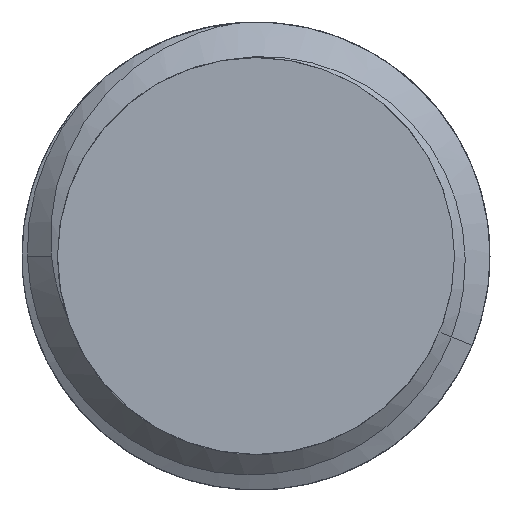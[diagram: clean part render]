
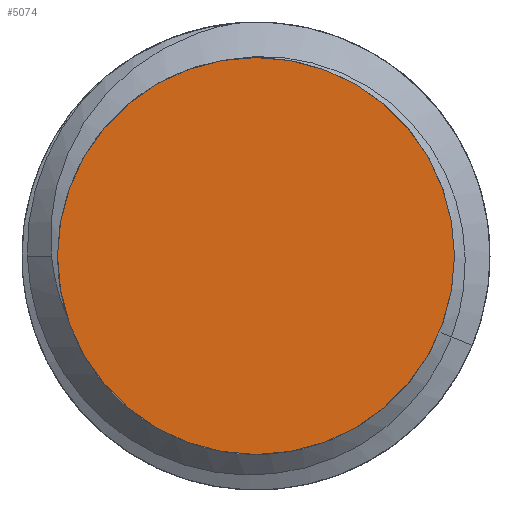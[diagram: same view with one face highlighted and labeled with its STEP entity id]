
A CAD part, left-side view. The second image highlights one B-rep face of the part: STEP entity #5074.
In plain terms, the highlighted planar face has unit normal (-1, 0, 0).
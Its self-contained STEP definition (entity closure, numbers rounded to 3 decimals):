
#1950=CARTESIAN_POINT('',(-44.,0.,0.));
#1951=DIRECTION('',(-1.,0.,0.));
#1952=DIRECTION('',(0.,-1.,0.));
#1953=AXIS2_PLACEMENT_3D('',#1950,#1951,#1952);
#1955=CARTESIAN_POINT('',(-44.,0.,0.));
#1956=DIRECTION('',(-1.,0.,0.));
#1957=DIRECTION('',(0.,1.,0.));
#1958=AXIS2_PLACEMENT_3D('',#1955,#1956,#1957);
#4113=CARTESIAN_POINT('',(-44.,-3.35,0.));
#4114=CARTESIAN_POINT('',(-44.,3.35,0.));
#4115=VERTEX_POINT('',#4113);
#4116=VERTEX_POINT('',#4114);
#5065=CARTESIAN_POINT('',(-44.,0.,0.));
#5066=DIRECTION('',(-1.,0.,0.));
#5067=DIRECTION('',(0.,-1.,0.));
#5068=AXIS2_PLACEMENT_3D('',#5065,#5066,#5067);
#5069=PLANE('',#5068);
#5070=ORIENTED_EDGE('',*,*,#5043,.F.);
#5071=ORIENTED_EDGE('',*,*,#5059,.F.);
#5072=EDGE_LOOP('',(#5070,#5071));
#5073=FACE_OUTER_BOUND('',#5072,.F.);
#5074=ADVANCED_FACE('',(#5073),#5069,.T.);
#1954=CIRCLE('',#1953,3.35);
#1959=CIRCLE('',#1958,3.35);
#5043=EDGE_CURVE('',#4115,#4116,#1954,.T.);
#5059=EDGE_CURVE('',#4116,#4115,#1959,.T.);
